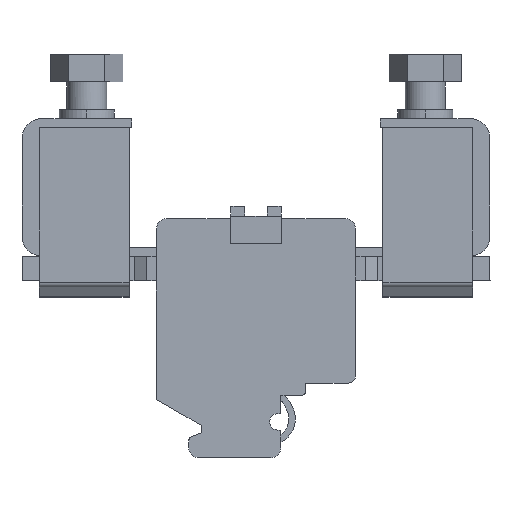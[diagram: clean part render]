
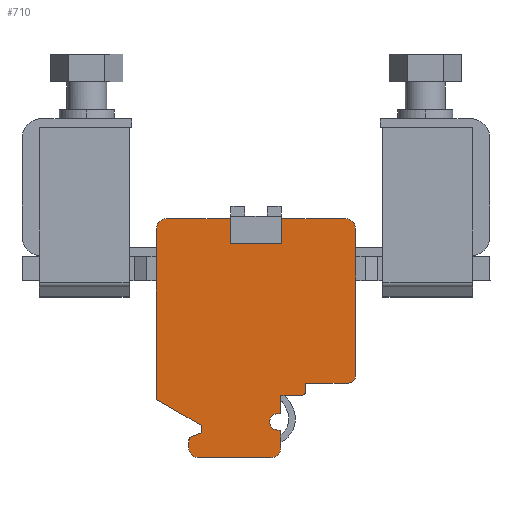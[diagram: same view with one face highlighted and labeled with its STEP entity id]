
A CAD part, left-side view. The second image highlights one B-rep face of the part: STEP entity #710.
In plain terms, the highlighted planar face has unit normal (-1, 0, 0).
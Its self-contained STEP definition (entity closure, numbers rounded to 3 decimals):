
#490=AXIS2_PLACEMENT_3D('Plane Axis2P3D',#487,#488,#489) ;
#508=AXIS2_PLACEMENT_3D('Circle Axis2P3D',#506,#507,$) ;
#543=AXIS2_PLACEMENT_3D('Circle Axis2P3D',#541,#542,$) ;
#557=AXIS2_PLACEMENT_3D('Circle Axis2P3D',#555,#556,$) ;
#571=AXIS2_PLACEMENT_3D('Circle Axis2P3D',#569,#570,$) ;
#606=AXIS2_PLACEMENT_3D('Circle Axis2P3D',#604,#605,$) ;
#634=AXIS2_PLACEMENT_3D('Circle Axis2P3D',#632,#633,$) ;
#655=AXIS2_PLACEMENT_3D('Circle Axis2P3D',#653,#654,$) ;
#669=AXIS2_PLACEMENT_3D('Circle Axis2P3D',#667,#668,$) ;
#300=CARTESIAN_POINT('Vertex',(0.,52.15,43.)) ;
#305=CARTESIAN_POINT('Line Origine',(0.,47.,43.)) ;
#309=CARTESIAN_POINT('Vertex',(0.,41.85,43.)) ;
#465=CARTESIAN_POINT('Vertex',(0.,52.15,48.)) ;
#470=CARTESIAN_POINT('Line Origine',(0.,52.15,45.5)) ;
#487=CARTESIAN_POINT('Axis2P3D Location',(0.,0.,0.083)) ;
#492=CARTESIAN_POINT('Line Origine',(0.,41.85,45.5)) ;
#496=CARTESIAN_POINT('Vertex',(0.,41.85,48.)) ;
#499=CARTESIAN_POINT('Line Origine',(0.,58.575,48.)) ;
#503=CARTESIAN_POINT('Vertex',(0.,65.,48.)) ;
#506=CARTESIAN_POINT('Axis2P3D Location',(0.,65.,46.)) ;
#510=CARTESIAN_POINT('Vertex',(0.,67.,46.)) ;
#513=CARTESIAN_POINT('Line Origine',(0.,67.,28.848)) ;
#517=CARTESIAN_POINT('Vertex',(0.,67.,11.696)) ;
#520=CARTESIAN_POINT('Line Origine',(0.,62.5,9.098)) ;
#524=CARTESIAN_POINT('Vertex',(0.,58.,6.5)) ;
#527=CARTESIAN_POINT('Line Origine',(0.,58.,5.75)) ;
#531=CARTESIAN_POINT('Vertex',(0.,58.,5.)) ;
#534=CARTESIAN_POINT('Line Origine',(0.,58.921,4.665)) ;
#538=CARTESIAN_POINT('Vertex',(0.,59.842,4.33)) ;
#541=CARTESIAN_POINT('Axis2P3D Location',(0.,59.5,3.39)) ;
#545=CARTESIAN_POINT('Vertex',(0.,60.5,3.39)) ;
#548=CARTESIAN_POINT('Line Origine',(0.,60.5,2.695)) ;
#552=CARTESIAN_POINT('Vertex',(0.,60.5,2.)) ;
#555=CARTESIAN_POINT('Axis2P3D Location',(0.,58.5,2.)) ;
#559=CARTESIAN_POINT('Vertex',(0.,58.5,0.)) ;
#562=CARTESIAN_POINT('Line Origine',(0.,51.25,0.)) ;
#566=CARTESIAN_POINT('Vertex',(0.,44.,0.)) ;
#569=CARTESIAN_POINT('Axis2P3D Location',(0.,44.,2.)) ;
#573=CARTESIAN_POINT('Vertex',(0.,42.,2.)) ;
#576=CARTESIAN_POINT('Line Origine',(0.,42.,2.537)) ;
#580=CARTESIAN_POINT('Vertex',(0.,42.,3.075)) ;
#583=CARTESIAN_POINT('Line Origine',(0.,42.,3.837)) ;
#587=CARTESIAN_POINT('Vertex',(0.,42.,4.6)) ;
#590=CARTESIAN_POINT('Line Origine',(0.,42.,5.075)) ;
#594=CARTESIAN_POINT('Vertex',(0.,42.,5.55)) ;
#597=CARTESIAN_POINT('Line Origine',(0.,42.3,5.55)) ;
#601=CARTESIAN_POINT('Vertex',(0.,42.6,5.55)) ;
#604=CARTESIAN_POINT('Axis2P3D Location',(0.,42.6,7.2)) ;
#608=CARTESIAN_POINT('Vertex',(0.,42.6,8.85)) ;
#611=CARTESIAN_POINT('Line Origine',(0.,42.3,8.85)) ;
#615=CARTESIAN_POINT('Vertex',(0.,42.,8.85)) ;
#618=CARTESIAN_POINT('Line Origine',(0.,42.,10.675)) ;
#622=CARTESIAN_POINT('Vertex',(0.,42.,12.5)) ;
#625=CARTESIAN_POINT('Line Origine',(0.,40.,12.5)) ;
#629=CARTESIAN_POINT('Vertex',(0.,38.,12.5)) ;
#632=CARTESIAN_POINT('Axis2P3D Location',(0.,38.,13.5)) ;
#636=CARTESIAN_POINT('Vertex',(0.,37.,13.5)) ;
#639=CARTESIAN_POINT('Line Origine',(0.,37.,14.25)) ;
#643=CARTESIAN_POINT('Vertex',(0.,37.,15.)) ;
#646=CARTESIAN_POINT('Line Origine',(0.,32.75,15.)) ;
#650=CARTESIAN_POINT('Vertex',(0.,28.5,15.)) ;
#653=CARTESIAN_POINT('Axis2P3D Location',(0.,28.5,16.5)) ;
#657=CARTESIAN_POINT('Vertex',(0.,27.,16.5)) ;
#660=CARTESIAN_POINT('Line Origine',(0.,27.,31.25)) ;
#664=CARTESIAN_POINT('Vertex',(0.,27.,46.)) ;
#667=CARTESIAN_POINT('Axis2P3D Location',(0.,29.,46.)) ;
#671=CARTESIAN_POINT('Vertex',(0.,29.,48.)) ;
#674=CARTESIAN_POINT('Line Origine',(0.,35.425,48.)) ;
#306=DIRECTION('Vector Direction',(0.,-1.,0.)) ;
#471=DIRECTION('Vector Direction',(0.,0.,1.)) ;
#488=DIRECTION('Axis2P3D Direction',(1.,0.,0.)) ;
#489=DIRECTION('Axis2P3D XDirection',(0.,1.,0.)) ;
#493=DIRECTION('Vector Direction',(0.,0.,1.)) ;
#500=DIRECTION('Vector Direction',(0.,-1.,0.)) ;
#507=DIRECTION('Axis2P3D Direction',(1.,0.,0.)) ;
#514=DIRECTION('Vector Direction',(0.,0.,1.)) ;
#521=DIRECTION('Vector Direction',(0.,0.866,0.5)) ;
#528=DIRECTION('Vector Direction',(0.,0.,1.)) ;
#535=DIRECTION('Vector Direction',(0.,-0.94,0.342)) ;
#542=DIRECTION('Axis2P3D Direction',(1.,0.,0.)) ;
#549=DIRECTION('Vector Direction',(0.,0.,1.)) ;
#556=DIRECTION('Axis2P3D Direction',(1.,0.,0.)) ;
#563=DIRECTION('Vector Direction',(0.,-1.,0.)) ;
#570=DIRECTION('Axis2P3D Direction',(1.,0.,0.)) ;
#577=DIRECTION('Vector Direction',(0.,0.,1.)) ;
#584=DIRECTION('Vector Direction',(0.,0.,1.)) ;
#591=DIRECTION('Vector Direction',(0.,0.,1.)) ;
#598=DIRECTION('Vector Direction',(0.,-1.,0.)) ;
#605=DIRECTION('Axis2P3D Direction',(1.,0.,0.)) ;
#612=DIRECTION('Vector Direction',(0.,-1.,0.)) ;
#619=DIRECTION('Vector Direction',(0.,0.,1.)) ;
#626=DIRECTION('Vector Direction',(0.,-1.,0.)) ;
#633=DIRECTION('Axis2P3D Direction',(1.,0.,0.)) ;
#640=DIRECTION('Vector Direction',(0.,0.,1.)) ;
#647=DIRECTION('Vector Direction',(0.,-1.,0.)) ;
#654=DIRECTION('Axis2P3D Direction',(1.,0.,0.)) ;
#661=DIRECTION('Vector Direction',(0.,0.,1.)) ;
#668=DIRECTION('Axis2P3D Direction',(1.,0.,0.)) ;
#675=DIRECTION('Vector Direction',(0.,-1.,0.)) ;
#307=VECTOR('Line Direction',#306,1.) ;
#472=VECTOR('Line Direction',#471,1.) ;
#494=VECTOR('Line Direction',#493,1.) ;
#501=VECTOR('Line Direction',#500,1.) ;
#515=VECTOR('Line Direction',#514,1.) ;
#522=VECTOR('Line Direction',#521,1.) ;
#529=VECTOR('Line Direction',#528,1.) ;
#536=VECTOR('Line Direction',#535,1.) ;
#550=VECTOR('Line Direction',#549,1.) ;
#564=VECTOR('Line Direction',#563,1.) ;
#578=VECTOR('Line Direction',#577,1.) ;
#585=VECTOR('Line Direction',#584,1.) ;
#592=VECTOR('Line Direction',#591,1.) ;
#599=VECTOR('Line Direction',#598,1.) ;
#613=VECTOR('Line Direction',#612,1.) ;
#620=VECTOR('Line Direction',#619,1.) ;
#627=VECTOR('Line Direction',#626,1.) ;
#641=VECTOR('Line Direction',#640,1.) ;
#648=VECTOR('Line Direction',#647,1.) ;
#662=VECTOR('Line Direction',#661,1.) ;
#676=VECTOR('Line Direction',#675,1.) ;
#680=ORIENTED_EDGE('',*,*,#498,.F.) ;
#681=ORIENTED_EDGE('',*,*,#311,.F.) ;
#682=ORIENTED_EDGE('',*,*,#474,.F.) ;
#683=ORIENTED_EDGE('',*,*,#505,.F.) ;
#684=ORIENTED_EDGE('',*,*,#512,.F.) ;
#685=ORIENTED_EDGE('',*,*,#519,.F.) ;
#686=ORIENTED_EDGE('',*,*,#526,.F.) ;
#687=ORIENTED_EDGE('',*,*,#533,.F.) ;
#688=ORIENTED_EDGE('',*,*,#540,.F.) ;
#689=ORIENTED_EDGE('',*,*,#547,.F.) ;
#690=ORIENTED_EDGE('',*,*,#554,.F.) ;
#691=ORIENTED_EDGE('',*,*,#561,.F.) ;
#692=ORIENTED_EDGE('',*,*,#568,.F.) ;
#693=ORIENTED_EDGE('',*,*,#575,.F.) ;
#694=ORIENTED_EDGE('',*,*,#582,.F.) ;
#695=ORIENTED_EDGE('',*,*,#589,.T.) ;
#696=ORIENTED_EDGE('',*,*,#596,.F.) ;
#697=ORIENTED_EDGE('',*,*,#603,.F.) ;
#698=ORIENTED_EDGE('',*,*,#610,.F.) ;
#699=ORIENTED_EDGE('',*,*,#617,.F.) ;
#700=ORIENTED_EDGE('',*,*,#624,.F.) ;
#701=ORIENTED_EDGE('',*,*,#631,.F.) ;
#702=ORIENTED_EDGE('',*,*,#638,.F.) ;
#703=ORIENTED_EDGE('',*,*,#645,.F.) ;
#704=ORIENTED_EDGE('',*,*,#652,.F.) ;
#705=ORIENTED_EDGE('',*,*,#659,.F.) ;
#706=ORIENTED_EDGE('',*,*,#666,.F.) ;
#707=ORIENTED_EDGE('',*,*,#673,.F.) ;
#708=ORIENTED_EDGE('',*,*,#678,.F.) ;
#710=ADVANCED_FACE('V1',(#709),#491,.F.) ;
#509=CIRCLE('generated circle',#508,2.) ;
#544=CIRCLE('generated circle',#543,1.) ;
#558=CIRCLE('generated circle',#557,2.) ;
#572=CIRCLE('generated circle',#571,2.) ;
#607=CIRCLE('generated circle',#606,1.65) ;
#635=CIRCLE('generated circle',#634,1.) ;
#656=CIRCLE('generated circle',#655,1.5) ;
#670=CIRCLE('generated circle',#669,2.) ;
#311=EDGE_CURVE('',#301,#310,#308,.T.) ;
#474=EDGE_CURVE('',#466,#301,#473,.F.) ;
#498=EDGE_CURVE('',#310,#497,#495,.T.) ;
#505=EDGE_CURVE('',#504,#466,#502,.T.) ;
#512=EDGE_CURVE('',#511,#504,#509,.T.) ;
#519=EDGE_CURVE('',#518,#511,#516,.T.) ;
#526=EDGE_CURVE('',#525,#518,#523,.T.) ;
#533=EDGE_CURVE('',#532,#525,#530,.T.) ;
#540=EDGE_CURVE('',#539,#532,#537,.T.) ;
#547=EDGE_CURVE('',#546,#539,#544,.T.) ;
#554=EDGE_CURVE('',#553,#546,#551,.T.) ;
#561=EDGE_CURVE('',#560,#553,#558,.T.) ;
#568=EDGE_CURVE('',#567,#560,#565,.F.) ;
#575=EDGE_CURVE('',#574,#567,#572,.T.) ;
#582=EDGE_CURVE('',#581,#574,#579,.F.) ;
#589=EDGE_CURVE('',#581,#588,#586,.T.) ;
#596=EDGE_CURVE('',#595,#588,#593,.F.) ;
#603=EDGE_CURVE('',#602,#595,#600,.T.) ;
#610=EDGE_CURVE('',#609,#602,#607,.F.) ;
#617=EDGE_CURVE('',#616,#609,#614,.F.) ;
#624=EDGE_CURVE('',#623,#616,#621,.F.) ;
#631=EDGE_CURVE('',#630,#623,#628,.F.) ;
#638=EDGE_CURVE('',#637,#630,#635,.T.) ;
#645=EDGE_CURVE('',#644,#637,#642,.F.) ;
#652=EDGE_CURVE('',#651,#644,#649,.F.) ;
#659=EDGE_CURVE('',#658,#651,#656,.T.) ;
#666=EDGE_CURVE('',#665,#658,#663,.F.) ;
#673=EDGE_CURVE('',#672,#665,#670,.T.) ;
#678=EDGE_CURVE('',#497,#672,#677,.T.) ;
#679=EDGE_LOOP('',(#680,#681,#682,#683,#684,#685,#686,#687,#688,#689,#690,#691,#692,#693,#694,#695,#696,#697,#698,#699,#700,#701,#702,#703,#704,#705,#706,#707,#708)) ;
#709=FACE_OUTER_BOUND('',#679,.T.) ;
#308=LINE('Line',#305,#307) ;
#473=LINE('Line',#470,#472) ;
#495=LINE('Line',#492,#494) ;
#502=LINE('Line',#499,#501) ;
#516=LINE('Line',#513,#515) ;
#523=LINE('Line',#520,#522) ;
#530=LINE('Line',#527,#529) ;
#537=LINE('Line',#534,#536) ;
#551=LINE('Line',#548,#550) ;
#565=LINE('Line',#562,#564) ;
#579=LINE('Line',#576,#578) ;
#586=LINE('Line',#583,#585) ;
#593=LINE('Line',#590,#592) ;
#600=LINE('Line',#597,#599) ;
#614=LINE('Line',#611,#613) ;
#621=LINE('Line',#618,#620) ;
#628=LINE('Line',#625,#627) ;
#642=LINE('Line',#639,#641) ;
#649=LINE('Line',#646,#648) ;
#663=LINE('Line',#660,#662) ;
#677=LINE('Line',#674,#676) ;
#491=PLANE('',#490) ;
#301=VERTEX_POINT('',#300) ;
#310=VERTEX_POINT('',#309) ;
#466=VERTEX_POINT('',#465) ;
#497=VERTEX_POINT('',#496) ;
#504=VERTEX_POINT('',#503) ;
#511=VERTEX_POINT('',#510) ;
#518=VERTEX_POINT('',#517) ;
#525=VERTEX_POINT('',#524) ;
#532=VERTEX_POINT('',#531) ;
#539=VERTEX_POINT('',#538) ;
#546=VERTEX_POINT('',#545) ;
#553=VERTEX_POINT('',#552) ;
#560=VERTEX_POINT('',#559) ;
#567=VERTEX_POINT('',#566) ;
#574=VERTEX_POINT('',#573) ;
#581=VERTEX_POINT('',#580) ;
#588=VERTEX_POINT('',#587) ;
#595=VERTEX_POINT('',#594) ;
#602=VERTEX_POINT('',#601) ;
#609=VERTEX_POINT('',#608) ;
#616=VERTEX_POINT('',#615) ;
#623=VERTEX_POINT('',#622) ;
#630=VERTEX_POINT('',#629) ;
#637=VERTEX_POINT('',#636) ;
#644=VERTEX_POINT('',#643) ;
#651=VERTEX_POINT('',#650) ;
#658=VERTEX_POINT('',#657) ;
#665=VERTEX_POINT('',#664) ;
#672=VERTEX_POINT('',#671) ;
